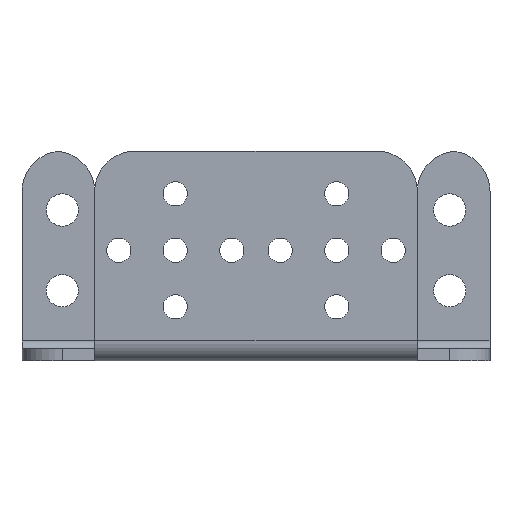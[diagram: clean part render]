
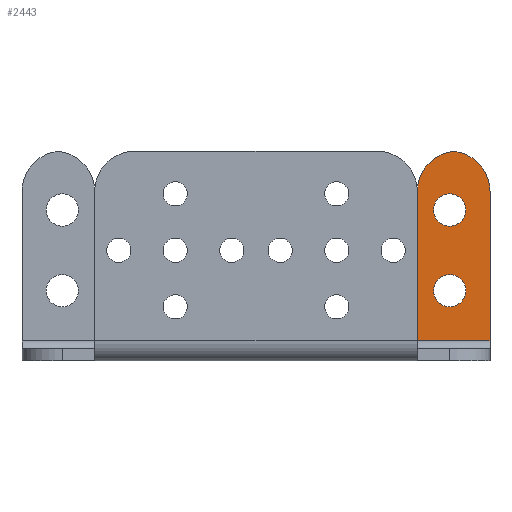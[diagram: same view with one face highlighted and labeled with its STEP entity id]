
A CAD part, front view. The second image highlights one B-rep face of the part: STEP entity #2443.
In plain terms, the highlighted planar face has unit normal (0, -1, 0).
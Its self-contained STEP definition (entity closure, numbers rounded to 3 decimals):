
#15 = EDGE_CURVE ( 'NONE', #625, #3288, #1895, .T. ) ;
#34 = CIRCLE ( 'NONE', #2004, 2. ) ;
#61 = LINE ( 'NONE', #1013, #845 ) ;
#132 = AXIS2_PLACEMENT_3D ( 'NONE', #3108, #3128, #3154 ) ;
#175 = CARTESIAN_POINT ( 'NONE',  ( 24., 10.755, 19.5 ) ) ;
#209 = EDGE_CURVE ( 'NONE', #3598, #1111, #61, .T. ) ;
#286 = AXIS2_PLACEMENT_3D ( 'NONE', #175, #3136, #1664 ) ;
#316 = EDGE_LOOP ( 'NONE', ( #2862, #1561 ) ) ;
#326 = VERTEX_POINT ( 'NONE', #2809 ) ;
#454 = ORIENTED_EDGE ( 'NONE', *, *, #1194, .F. ) ;
#531 = FACE_BOUND ( 'NONE', #1645, .T. ) ;
#625 = VERTEX_POINT ( 'NONE', #1097 ) ;
#651 = DIRECTION ( 'NONE',  ( 0., 0., -1. ) ) ;
#659 = DIRECTION ( 'NONE',  ( 0., -1., 0. ) ) ;
#672 = CARTESIAN_POINT ( 'NONE',  ( 25., 10.755, 19.5 ) ) ;
#707 = CARTESIAN_POINT ( 'NONE',  ( 24., 10.755, 19.199 ) ) ;
#829 = LINE ( 'NONE', #3483, #842 ) ;
#842 = VECTOR ( 'NONE', #1443, 1000. ) ;
#845 = VECTOR ( 'NONE', #3092, 1000. ) ;
#899 = ORIENTED_EDGE ( 'NONE', *, *, #3213, .T. ) ;
#980 = VERTEX_POINT ( 'NONE', #2034 ) ;
#1013 = CARTESIAN_POINT ( 'NONE',  ( 20., 10.755, 24.5 ) ) ;
#1026 = CIRCLE ( 'NONE', #2395, 2. ) ;
#1027 = CARTESIAN_POINT ( 'NONE',  ( 29., 10.755, 1. ) ) ;
#1097 = CARTESIAN_POINT ( 'NONE',  ( 24., 10.755, 5.199 ) ) ;
#1111 = VERTEX_POINT ( 'NONE', #1123 ) ;
#1123 = CARTESIAN_POINT ( 'NONE',  ( 20., 10.755, 19.5 ) ) ;
#1194 = EDGE_CURVE ( 'NONE', #326, #3598, #2315, .T. ) ;
#1211 = DIRECTION ( 'NONE',  ( -1., 0., 0. ) ) ;
#1323 = VERTEX_POINT ( 'NONE', #1787 ) ;
#1402 = VERTEX_POINT ( 'NONE', #707 ) ;
#1441 = CIRCLE ( 'NONE', #286, 5. ) ;
#1443 = DIRECTION ( 'NONE',  ( 0., 0., -1. ) ) ;
#1561 = ORIENTED_EDGE ( 'NONE', *, *, #15, .F. ) ;
#1645 = EDGE_LOOP ( 'NONE', ( #3394, #3290 ) ) ;
#1664 = DIRECTION ( 'NONE',  ( 0., 0., -1. ) ) ;
#1787 = CARTESIAN_POINT ( 'NONE',  ( 24.5, 10.755, 24.475 ) ) ;
#1792 = EDGE_CURVE ( 'NONE', #980, #1323, #1441, .T. ) ;
#1872 = VECTOR ( 'NONE', #1211, 1000. ) ;
#1874 = EDGE_CURVE ( 'NONE', #3288, #625, #34, .T. ) ;
#1895 = CIRCLE ( 'NONE', #132, 2. ) ;
#2004 = AXIS2_PLACEMENT_3D ( 'NONE', #2680, #2735, #2611 ) ;
#2034 = CARTESIAN_POINT ( 'NONE',  ( 29., 10.755, 19.5 ) ) ;
#2054 = AXIS2_PLACEMENT_3D ( 'NONE', #3070, #3704, #3690 ) ;
#2055 = CIRCLE ( 'NONE', #3845, 2. ) ;
#2179 = ORIENTED_EDGE ( 'NONE', *, *, #1792, .T. ) ;
#2191 = CIRCLE ( 'NONE', #2235, 5. ) ;
#2193 = EDGE_CURVE ( 'NONE', #980, #326, #829, .T. ) ;
#2235 = AXIS2_PLACEMENT_3D ( 'NONE', #672, #659, #651 ) ;
#2258 = FACE_OUTER_BOUND ( 'NONE', #2988, .T. ) ;
#2315 = LINE ( 'NONE', #1027, #1872 ) ;
#2395 = AXIS2_PLACEMENT_3D ( 'NONE', #3758, #3749, #3727 ) ;
#2443 = ADVANCED_FACE ( 'NONE', ( #531, #3321, #2258 ), #3047, .T. ) ;
#2611 = DIRECTION ( 'NONE',  ( 0., 0., -1. ) ) ;
#2680 = CARTESIAN_POINT ( 'NONE',  ( 24., 10.755, 7.199 ) ) ;
#2735 = DIRECTION ( 'NONE',  ( 0., -1., 0. ) ) ;
#2809 = CARTESIAN_POINT ( 'NONE',  ( 29., 10.755, 1. ) ) ;
#2862 = ORIENTED_EDGE ( 'NONE', *, *, #1874, .F. ) ;
#2936 = EDGE_CURVE ( 'NONE', #3525, #1402, #2055, .T. ) ;
#2988 = EDGE_LOOP ( 'NONE', ( #2179, #899, #3694, #454, #3345 ) ) ;
#3047 = PLANE ( 'NONE',  #2054 ) ;
#3070 = CARTESIAN_POINT ( 'NONE',  ( 0., 10.755, 0. ) ) ;
#3092 = DIRECTION ( 'NONE',  ( 0., 0., 1. ) ) ;
#3108 = CARTESIAN_POINT ( 'NONE',  ( 24., 10.755, 7.199 ) ) ;
#3128 = DIRECTION ( 'NONE',  ( 0., -1., 0. ) ) ;
#3136 = DIRECTION ( 'NONE',  ( 0., -1., 0. ) ) ;
#3154 = DIRECTION ( 'NONE',  ( 0., 0., -1. ) ) ;
#3213 = EDGE_CURVE ( 'NONE', #1323, #1111, #2191, .T. ) ;
#3288 = VERTEX_POINT ( 'NONE', #3301 ) ;
#3290 = ORIENTED_EDGE ( 'NONE', *, *, #2936, .F. ) ;
#3301 = CARTESIAN_POINT ( 'NONE',  ( 24., 10.755, 9.199 ) ) ;
#3316 = CARTESIAN_POINT ( 'NONE',  ( 20., 10.755, 1. ) ) ;
#3321 = FACE_BOUND ( 'NONE', #316, .T. ) ;
#3345 = ORIENTED_EDGE ( 'NONE', *, *, #2193, .F. ) ;
#3354 = DIRECTION ( 'NONE',  ( 0., 0., -1. ) ) ;
#3365 = DIRECTION ( 'NONE',  ( 0., -1., 0. ) ) ;
#3381 = CARTESIAN_POINT ( 'NONE',  ( 24., 10.755, 17.199 ) ) ;
#3394 = ORIENTED_EDGE ( 'NONE', *, *, #3454, .F. ) ;
#3454 = EDGE_CURVE ( 'NONE', #1402, #3525, #1026, .T. ) ;
#3483 = CARTESIAN_POINT ( 'NONE',  ( 29., 10.755, 0. ) ) ;
#3525 = VERTEX_POINT ( 'NONE', #3682 ) ;
#3598 = VERTEX_POINT ( 'NONE', #3316 ) ;
#3682 = CARTESIAN_POINT ( 'NONE',  ( 24., 10.755, 15.199 ) ) ;
#3690 = DIRECTION ( 'NONE',  ( 0., 0., -1. ) ) ;
#3694 = ORIENTED_EDGE ( 'NONE', *, *, #209, .F. ) ;
#3704 = DIRECTION ( 'NONE',  ( 0., -1., 0. ) ) ;
#3727 = DIRECTION ( 'NONE',  ( 0., 0., -1. ) ) ;
#3749 = DIRECTION ( 'NONE',  ( 0., -1., 0. ) ) ;
#3758 = CARTESIAN_POINT ( 'NONE',  ( 24., 10.755, 17.199 ) ) ;
#3845 = AXIS2_PLACEMENT_3D ( 'NONE', #3381, #3365, #3354 ) ;
